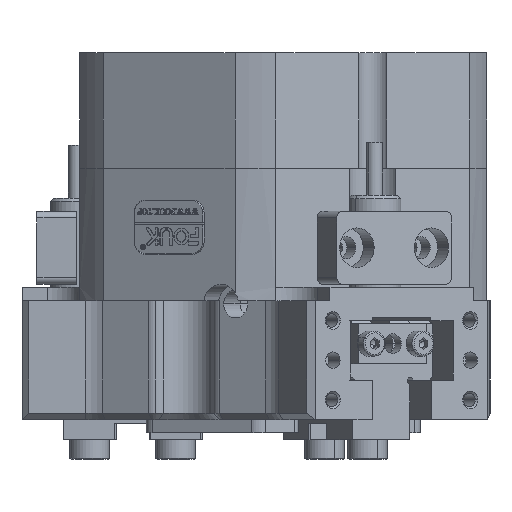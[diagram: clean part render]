
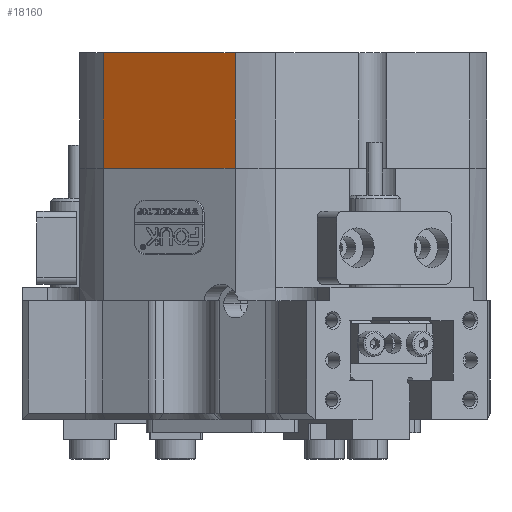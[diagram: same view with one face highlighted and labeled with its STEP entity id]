
A CAD part, front view. The second image highlights one B-rep face of the part: STEP entity #18160.
In plain terms, the highlighted face is planar.
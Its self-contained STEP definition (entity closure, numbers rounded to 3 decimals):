
#154 = CARTESIAN_POINT ( 'NONE',  ( 21.968, -25.95, 0. ) ) ;
#1511 = VECTOR ( 'NONE', #25998, 1000. ) ;
#1603 = DIRECTION ( 'NONE',  ( 0., 0., -1. ) ) ;
#4239 = AXIS2_PLACEMENT_3D ( 'NONE', #15040, #15311, #9104 ) ;
#5912 = PLANE ( 'NONE',  #4239 ) ;
#8309 = LINE ( 'NONE', #23696, #8795 ) ;
#8795 = VECTOR ( 'NONE', #20633, 1000. ) ;
#9104 = DIRECTION ( 'NONE',  ( -0.5, -0.866, 0. ) ) ;
#9469 = ORIENTED_EDGE ( 'NONE', *, *, #26149, .T. ) ;
#11397 = EDGE_CURVE ( 'NONE', #15347, #17855, #18363, .T. ) ;
#14170 = CARTESIAN_POINT ( 'NONE',  ( 21.968, -25.95, 17.5 ) ) ;
#14419 = ORIENTED_EDGE ( 'NONE', *, *, #11397, .F. ) ;
#15040 = CARTESIAN_POINT ( 'NONE',  ( 15.363, -37.39, 17.501 ) ) ;
#15311 = DIRECTION ( 'NONE',  ( -0.866, 0.5, 0. ) ) ;
#15347 = VERTEX_POINT ( 'NONE', #14170 ) ;
#15879 = EDGE_CURVE ( 'NONE', #26052, #17855, #35090, .T. ) ;
#16320 = CARTESIAN_POINT ( 'NONE',  ( 15.363, -37.39, 17.5 ) ) ;
#16321 = CARTESIAN_POINT ( 'NONE',  ( 33.457, -6.05, 17.5 ) ) ;
#17470 = EDGE_CURVE ( 'NONE', #26349, #26052, #8309, .T. ) ;
#17679 = FACE_OUTER_BOUND ( 'NONE', #33090, .T. ) ;
#17855 = VERTEX_POINT ( 'NONE', #16321 ) ;
#18160 = ADVANCED_FACE ( 'NONE', ( #17679 ), #5912, .F. ) ;
#18363 = LINE ( 'NONE', #16320, #1511 ) ;
#20633 = DIRECTION ( 'NONE',  ( 0.5, 0.866, 0. ) ) ;
#21370 = ORIENTED_EDGE ( 'NONE', *, *, #15879, .T. ) ;
#23148 = DIRECTION ( 'NONE',  ( 0., 0., 1. ) ) ;
#23499 = CARTESIAN_POINT ( 'NONE',  ( 21.968, -25.95, 17.5 ) ) ;
#23696 = CARTESIAN_POINT ( 'NONE',  ( 15.363, -37.39, 0. ) ) ;
#25998 = DIRECTION ( 'NONE',  ( 0.5, 0.866, 0. ) ) ;
#26052 = VERTEX_POINT ( 'NONE', #29429 ) ;
#26149 = EDGE_CURVE ( 'NONE', #15347, #26349, #33215, .T. ) ;
#26349 = VERTEX_POINT ( 'NONE', #154 ) ;
#29429 = CARTESIAN_POINT ( 'NONE',  ( 33.457, -6.05, 0. ) ) ;
#33090 = EDGE_LOOP ( 'NONE', ( #21370, #14419, #9469, #40559 ) ) ;
#33215 = LINE ( 'NONE', #23499, #37680 ) ;
#35090 = LINE ( 'NONE', #35593, #37578 ) ;
#35593 = CARTESIAN_POINT ( 'NONE',  ( 33.457, -6.05, 17.5 ) ) ;
#37578 = VECTOR ( 'NONE', #23148, 1000. ) ;
#37680 = VECTOR ( 'NONE', #1603, 1000. ) ;
#40559 = ORIENTED_EDGE ( 'NONE', *, *, #17470, .T. ) ;
